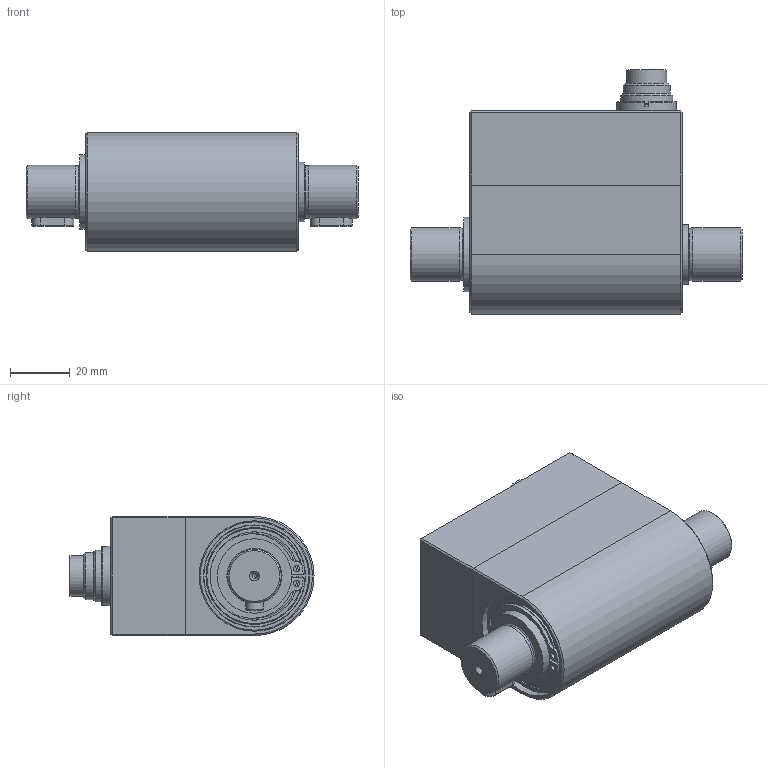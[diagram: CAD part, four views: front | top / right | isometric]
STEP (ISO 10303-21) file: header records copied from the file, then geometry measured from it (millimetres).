
FILE_DESCRIPTION( ( 'Unknown' ), '1' );
FILE_NAME( '2318-Z02_DOC-00104005.stp', 'Unknown', ( 'Unknown' ), ( 'Unknown' ), 'PSStep 17.0.49', 'Unknown', ' ' );
FILE_SCHEMA( ( 'AUTOMOTIVE_DESIGN { 1 0 10303 214 1 1 1 1 }' ) );
Length unit declared in the file: millimetre
Products named in the file (28): 2155-b03_doc-00037909; 2155-002_doc-00037341; Sicherungsring DIN 472-32x1,2-T1; INA-20x32x7-61804 2RS; 2318-B01_Gehäusedeckel_DOC-00070626; 2318-001_DOC-00070613; Senkschraube DIN 965-M3x30-H; Senkschraube DIN 965-M3x30-H-oa0; Senkschraube DIN 965-M3x30-H-oa1; Senkschraube DIN 965-M3x30-H-oa2; 2318-B03_DOC-00082641; 2318-002_DOC-00082642; sicherungsring din 471-25x1,2-t1; sicherungsring din 471-20x1,2-t1; ina-25x37x7-61805 2z; paßfeder a6x6x14 din 6885; paßfeder a6x6x14 din 6885-oa3; Assem1; flanschstecker 12-polig serie 723; mutter_09-0323-89-06_DOC-00067592
Assembly tree (27 placements, depth 3):
  Assem1
    flanschstecker 12-polig serie 723
    mutter_09-0323-89-06_DOC-00067592
    2155-b03_doc-00037909
      2155-002_doc-00037341
      Sicherungsring DIN 472-32x1,2-T1
      INA-20x32x7-61804 2RS
      INA-20x32x7-61804 2RS
      INA-20x32x7-61804 2RS
      INA-20x32x7-61804 2RS
      INA-20x32x7-61804 2RS
    2318-B01_Gehäusedeckel_DOC-00070626
      2318-001_DOC-00070613
      Senkschraube DIN 965-M3x30-H
      Senkschraube DIN 965-M3x30-H-oa0
      Senkschraube DIN 965-M3x30-H-oa1
      Senkschraube DIN 965-M3x30-H-oa2
    2318-B03_DOC-00082641
      2318-002_DOC-00082642
      sicherungsring din 471-25x1,2-t1
      sicherungsring din 471-20x1,2-t1
      ina-25x37x7-61805 2z
      ina-25x37x7-61805 2z
      ina-25x37x7-61805 2z
      ina-25x37x7-61805 2z
      ina-25x37x7-61805 2z
      paßfeder a6x6x14 din 6885
      paßfeder a6x6x14 din 6885-oa3
Bounding box: 111.5 x 81.95 x 40 mm (x, y, z)
Volume: 149904 mm3; surface area: 61130.7 mm2
Topology: 24 solids, 26 shells, 457 faces, 987 edges, 638 vertices
Faces by surface type: plane 211, cylinder 170, cone 46, torus 30
Full cylindrical faces by diameter (mm): 1 x24, 1.6 x2, 2 x6, 2.387 x4, 2.5 x2, 3 x4, 3.242 x4, 3.4 x4, 5.6 x4, 12 x1, 13.5 x1, 15 x1, 15.875 x1, 17.188 x1, 17.462 x1, 17.8 x1, 18 x2, 19 x1, 20 x5, 22 x1, 23.9 x1, 24.031 x2, 25 x3, 28.5 x2, 29.02 x4, 29.48 x2, 29.5 x2, 29.64 x2, 29.7 x2, 32 x2
Entity records: 15484 total; most frequent: DIRECTION 2128, CARTESIAN_POINT 1978, ORIENTED_EDGE 1520, AXIS2_PLACEMENT_3D 888, EDGE_CURVE 760, EDGE_LOOP 726, VERTEX_POINT 594, FACE_OUTER_BOUND 578
